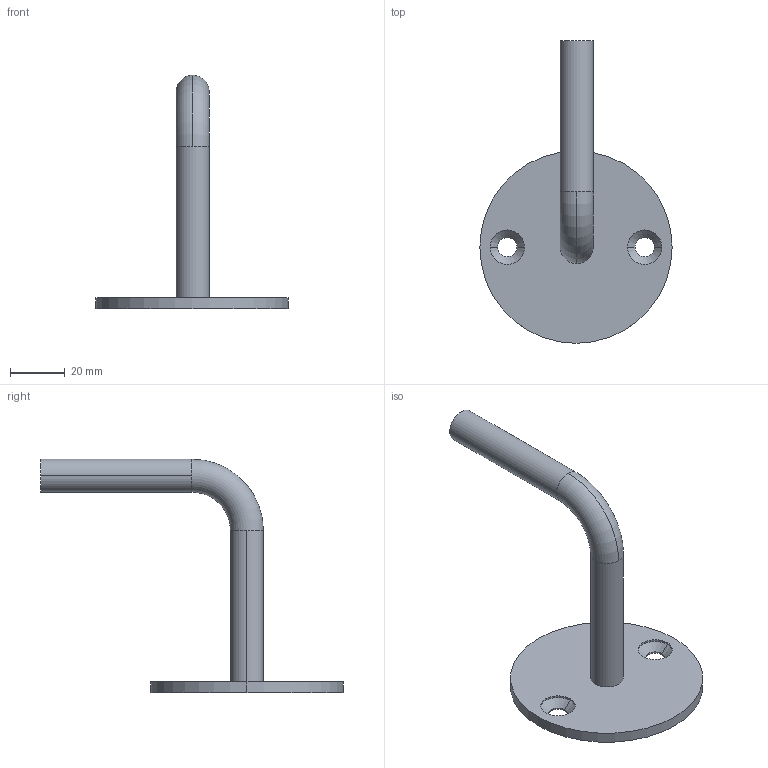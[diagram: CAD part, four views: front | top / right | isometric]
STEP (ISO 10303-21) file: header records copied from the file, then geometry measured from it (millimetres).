
FILE_DESCRIPTION (( 'STEP AP203' ), '1' );
FILE_NAME ('50300-ST-G.STEP', '2018-12-03T13:30:27', ( '' ), ( '' ), 'SwSTEP 2.0', 'SolidWorks 2015', '' );
FILE_SCHEMA (( 'CONFIG_CONTROL_DESIGN' ));
Length unit declared in the file: millimetre
Products named in the file (1): 50300-ST-G
Bounding box: 70 x 110 x 85 mm (x, y, z)
Volume: 30740.4 mm3; surface area: 13954.4 mm2
Topology: 1 solids, 1 shells, 253 faces, 670 edges, 444 vertices
Faces by surface type: bspline 121, plane 112, cylinder 14, cone 4, torus 2
Entity records: 14677 total; most frequent: CARTESIAN_POINT 9113, ORIENTED_EDGE 1340, DIRECTION 728, EDGE_CURVE 670, VERTEX_POINT 444, VECTOR 394, LINE 394, EDGE_LOOP 282
